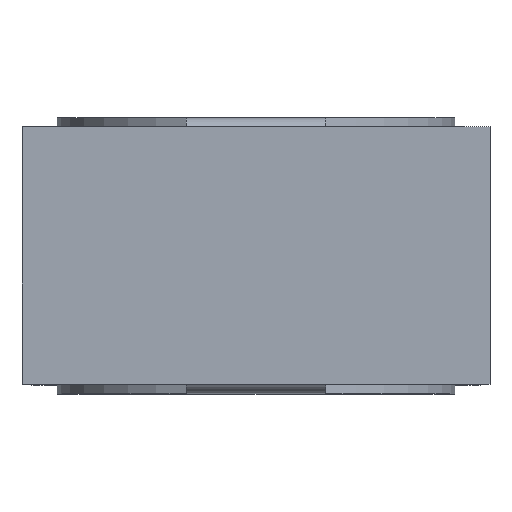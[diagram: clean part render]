
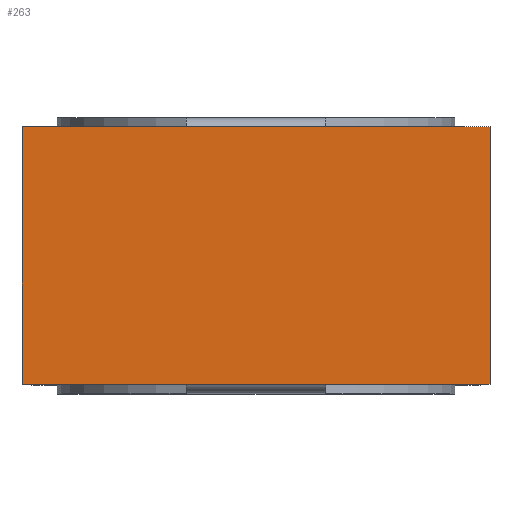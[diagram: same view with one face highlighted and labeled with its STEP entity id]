
A CAD part, top view. The second image highlights one B-rep face of the part: STEP entity #263.
In plain terms, the highlighted planar face has unit normal (0, 0, 1).
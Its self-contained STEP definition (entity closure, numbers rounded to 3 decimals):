
#263=ADVANCED_FACE('',(#500),#405,.F.);
#405=PLANE('',#2876);
#500=FACE_OUTER_BOUND('',#625,.T.);
#625=EDGE_LOOP('',(#784,#785,#786,#787));
#784=ORIENTED_EDGE('',*,*,#1870,.T.);
#785=ORIENTED_EDGE('',*,*,#1871,.F.);
#786=ORIENTED_EDGE('',*,*,#1872,.F.);
#787=ORIENTED_EDGE('',*,*,#1873,.T.);
#1598=VERTEX_POINT('',#3893);
#1599=VERTEX_POINT('',#3894);
#1600=VERTEX_POINT('',#3896);
#1601=VERTEX_POINT('',#3898);
#1870=EDGE_CURVE('',#1598,#1599,#2277,.T.);
#1871=EDGE_CURVE('',#1600,#1599,#2278,.T.);
#1872=EDGE_CURVE('',#1601,#1600,#2279,.T.);
#1873=EDGE_CURVE('',#1601,#1598,#2280,.T.);
#2277=LINE('',#3892,#2576);
#2278=LINE('',#3895,#2577);
#2279=LINE('',#3897,#2578);
#2280=LINE('',#3899,#2579);
#2576=VECTOR('',#3116,1.);
#2577=VECTOR('',#3117,1.);
#2578=VECTOR('',#3118,1.);
#2579=VECTOR('',#3119,1.);
#2876=AXIS2_PLACEMENT_3D('',#3900,#3120,#3121);
#3116=DIRECTION('',(-1.,0.,0.));
#3117=DIRECTION('',(0.,1.,0.));
#3118=DIRECTION('',(-1.,0.,0.));
#3119=DIRECTION('',(0.,1.,0.));
#3120=DIRECTION('',(0.,0.,-1.));
#3121=DIRECTION('',(-1.,0.,0.));
#3892=CARTESIAN_POINT('',(20.,5.5,23.6));
#3893=CARTESIAN_POINT('',(20.,5.5,23.6));
#3894=CARTESIAN_POINT('',(0.,5.5,23.6));
#3895=CARTESIAN_POINT('',(0.,-5.5,23.6));
#3896=CARTESIAN_POINT('',(0.,-5.5,23.6));
#3897=CARTESIAN_POINT('',(20.,-5.5,23.6));
#3898=CARTESIAN_POINT('',(20.,-5.5,23.6));
#3899=CARTESIAN_POINT('',(20.,-5.5,23.6));
#3900=CARTESIAN_POINT('',(20.,-5.5,23.6));
